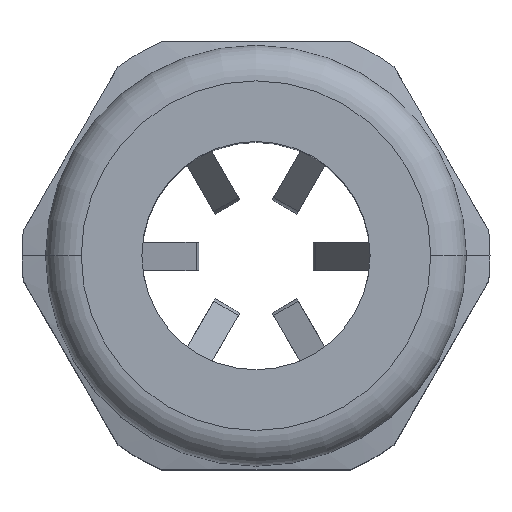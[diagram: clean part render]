
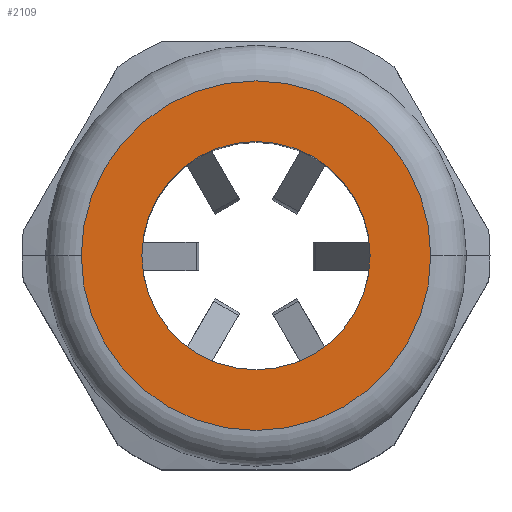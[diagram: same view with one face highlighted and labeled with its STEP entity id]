
A CAD part, top view. The second image highlights one B-rep face of the part: STEP entity #2109.
In plain terms, the highlighted planar face has unit normal (0, 0, 1).
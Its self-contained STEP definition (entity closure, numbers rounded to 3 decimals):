
#9 = AXIS2_PLACEMENT_3D ( 'NONE', #289, #288, #287 ) ;
#17 = AXIS2_PLACEMENT_3D ( 'NONE', #318, #314, #313 ) ;
#92 = AXIS2_PLACEMENT_3D ( 'NONE', #1890, #1889, #1888 ) ;
#94 = AXIS2_PLACEMENT_3D ( 'NONE', #1893, #1892, #1891 ) ;
#287 = DIRECTION ( 'NONE',  ( 1., 0., 0. ) ) ;
#288 = DIRECTION ( 'NONE',  ( 0., 0., 1. ) ) ;
#289 = CARTESIAN_POINT ( 'NONE',  ( 0., 0., 34.2 ) ) ;
#313 = DIRECTION ( 'NONE',  ( 1., 0., 0. ) ) ;
#314 = DIRECTION ( 'NONE',  ( 0., 0., 1. ) ) ;
#318 = CARTESIAN_POINT ( 'NONE',  ( 0., 0., 34.2 ) ) ;
#522 = DIRECTION ( 'NONE',  ( 1., 0., 0. ) ) ;
#523 = DIRECTION ( 'NONE',  ( 0., 0., 1. ) ) ;
#524 = CARTESIAN_POINT ( 'NONE',  ( 0., 0., 34.2 ) ) ;
#525 = PLANE ( 'NONE',  #1317 ) ;
#833 = EDGE_LOOP ( 'NONE', ( #2709, #2711 ) ) ;
#834 = EDGE_LOOP ( 'NONE', ( #2708, #2712 ) ) ;
#1020 = VERTEX_POINT ( 'NONE', #2387 ) ;
#1021 = VERTEX_POINT ( 'NONE', #2386 ) ;
#1028 = VERTEX_POINT ( 'NONE', #2379 ) ;
#1029 = VERTEX_POINT ( 'NONE', #2378 ) ;
#1298 = FACE_BOUND ( 'NONE', #833, .T. ) ;
#1317 = AXIS2_PLACEMENT_3D ( 'NONE', #524, #523, #522 ) ;
#1321 = FACE_OUTER_BOUND ( 'NONE', #834, .T. ) ;
#1532 = CIRCLE ( 'NONE', #9, 12.25 ) ;
#1535 = CIRCLE ( 'NONE', #17, 8. ) ;
#1551 = CIRCLE ( 'NONE', #92, 12.25 ) ;
#1552 = CIRCLE ( 'NONE', #94, 8. ) ;
#1652 = EDGE_CURVE ( 'NONE', #1021, #1020, #1552, .T. ) ;
#1653 = EDGE_CURVE ( 'NONE', #1028, #1029, #1551, .T. ) ;
#1725 = EDGE_CURVE ( 'NONE', #1020, #1021, #1535, .T. ) ;
#1733 = EDGE_CURVE ( 'NONE', #1029, #1028, #1532, .T. ) ;
#1888 = DIRECTION ( 'NONE',  ( 1., 0., 0. ) ) ;
#1889 = DIRECTION ( 'NONE',  ( 0., 0., 1. ) ) ;
#1890 = CARTESIAN_POINT ( 'NONE',  ( 0., 0., 34.2 ) ) ;
#1891 = DIRECTION ( 'NONE',  ( 1., 0., 0. ) ) ;
#1892 = DIRECTION ( 'NONE',  ( 0., 0., 1. ) ) ;
#1893 = CARTESIAN_POINT ( 'NONE',  ( 0., 0., 34.2 ) ) ;
#2109 = ADVANCED_FACE ( 'NONE', ( #1298, #1321 ), #525, .T. ) ;
#2378 = CARTESIAN_POINT ( 'NONE',  ( 12.25, 0., 34.2 ) ) ;
#2379 = CARTESIAN_POINT ( 'NONE',  ( -12.25, 0., 34.2 ) ) ;
#2386 = CARTESIAN_POINT ( 'NONE',  ( 8., 0., 34.2 ) ) ;
#2387 = CARTESIAN_POINT ( 'NONE',  ( -8., 0., 34.2 ) ) ;
#2708 = ORIENTED_EDGE ( 'NONE', *, *, #1733, .T. ) ;
#2709 = ORIENTED_EDGE ( 'NONE', *, *, #1652, .F. ) ;
#2711 = ORIENTED_EDGE ( 'NONE', *, *, #1725, .F. ) ;
#2712 = ORIENTED_EDGE ( 'NONE', *, *, #1653, .T. ) ;
